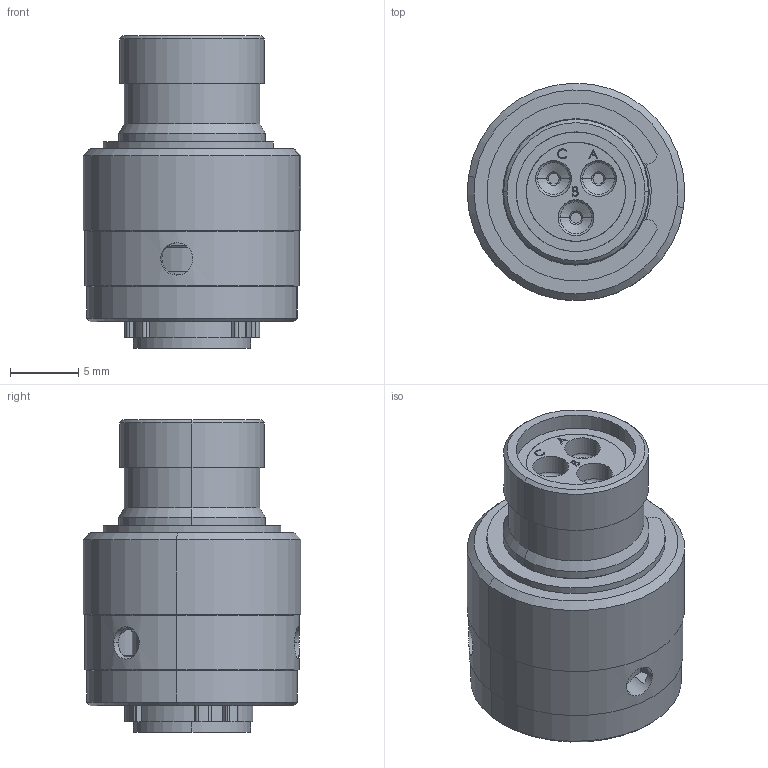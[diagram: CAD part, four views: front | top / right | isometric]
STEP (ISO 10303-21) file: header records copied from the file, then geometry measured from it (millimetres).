
FILE_DESCRIPTION (( 'STEP AP214' ), '1' );
FILE_NAME ('AS607-98SA.STEP', '2020-05-14T13:10:25', ( 'TE Connectivity' ), ( 'TE Connectivity' ), 'SwSTEP 2.0', 'SolidWorks 2016', '' );
FILE_SCHEMA (( 'AUTOMOTIVE_DESIGN' ));
Length unit declared in the file: millimetre
Products named in the file (1): AS607-98SA
Bounding box: 15.99 x 15.99 x 23 mm (x, y, z)
Volume: 2462.1 mm3; surface area: 4424.1 mm2
Topology: 7 solids, 7 shells, 295 faces, 704 edges, 442 vertices
Faces by surface type: cylinder 112, plane 71, torus 46, cone 36, bspline 30
Entity records: 17050 total; most frequent: CARTESIAN_POINT 6889, DIRECTION 1430, ORIENTED_EDGE 1408, EDGE_CURVE 704, AXIS2_PLACEMENT_3D 584, VERTEX_POINT 442, EDGE_LOOP 338, CIRCLE 318
